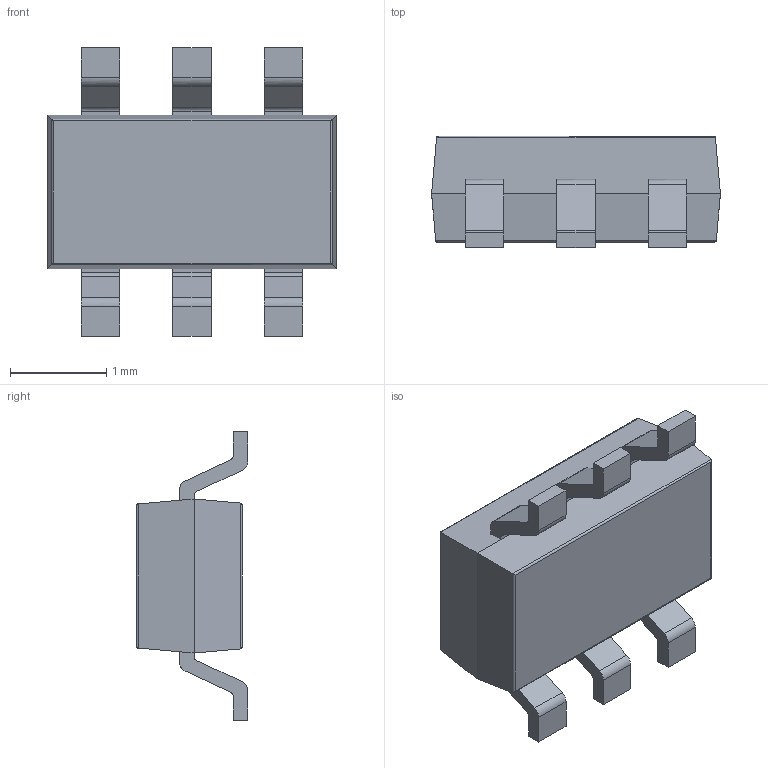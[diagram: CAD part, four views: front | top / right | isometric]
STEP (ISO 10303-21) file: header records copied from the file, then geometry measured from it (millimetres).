
FILE_DESCRIPTION(/* description */ (''),/* implementation_level */ '2;1');
FILE_NAME(/* name */ 'SOT23-~2',/* time_stamp */ '2023-11-21T16:00:15+08:00',/* author */ (''),/* organization */ (''),/* preprocessor_version */ 'ST-DEVELOPER v16.5',/* originating_system */ '',/* authorisation */ '');
FILE_SCHEMA (('AUTOMOTIVE_DESIGN'));
Length unit declared in the file: millimetre
Products named in the file (3): Document; ��2; ��1
Assembly tree (2 placements, depth 2):
  Document
    ��2
    ��1
Bounding box: 3 x 1.16 x 3 mm (x, y, z)
Volume: 5.5 mm3; surface area: 27.1 mm2
Topology: 7 solids, 7 shells, 143 faces, 363 edges, 238 vertices
Faces by surface type: plane 91, cylinder 34, bspline 18
Entity records: 5513 total; most frequent: CARTESIAN_POINT 2596, ORIENTED_EDGE 726, EDGE_CURVE 363, B_SPLINE_CURVE_WITH_KNOTS 303, VERTEX_POINT 238, EDGE_LOOP 147, ADVANCED_FACE 143, FACE_OUTER_BOUND 143
